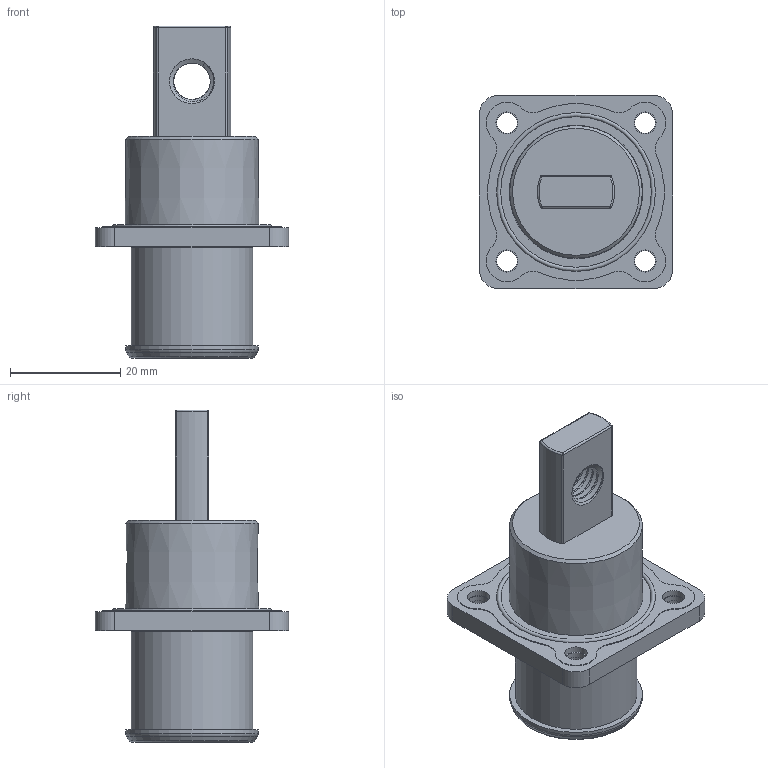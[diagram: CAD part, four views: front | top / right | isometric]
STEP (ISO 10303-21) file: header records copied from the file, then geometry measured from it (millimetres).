
FILE_DESCRIPTION(/* description */ (''),/* implementation_level */ '2;1');
FILE_NAME(/* name */ 'ZUO-LUOWEN-B.stp',/* time_stamp */ '2023-07-28T10:10:13+08:00',/* author */ (''),/* organization */ (''),/* preprocessor_version */ 'ST-DEVELOPER v11',/* originating_system */ 'SIEMENS PLM Software NX 7.5',/* authorisation */ '');
FILE_SCHEMA (('CONFIG_CONTROL_DESIGN'));
Length unit declared in the file: millimetre
Products named in the file (1): fang4FA4hhhh
Bounding box: 35 x 35 x 60.1 mm (x, y, z)
Volume: 20547.3 mm3; surface area: 6694.3 mm2
Topology: 1 solids, 2 shells, 92 faces, 204 edges, 132 vertices
Faces by surface type: cylinder 47, plane 26, cone 6, torus 6, sphere 4, bspline 3
Full cylindrical faces by diameter (mm): 3.7 x4, 4 x4, 4.3 x4, 16 x1, 21.661 x1, 22 x1, 24 x1
Entity records: 4158 total; most frequent: CARTESIAN_POINT 2092, DIRECTION 454, ORIENTED_EDGE 342, AXIS2_PLACEMENT_3D 203, EDGE_CURVE 171, EDGE_LOOP 143, VERTEX_POINT 124, CIRCLE 113
